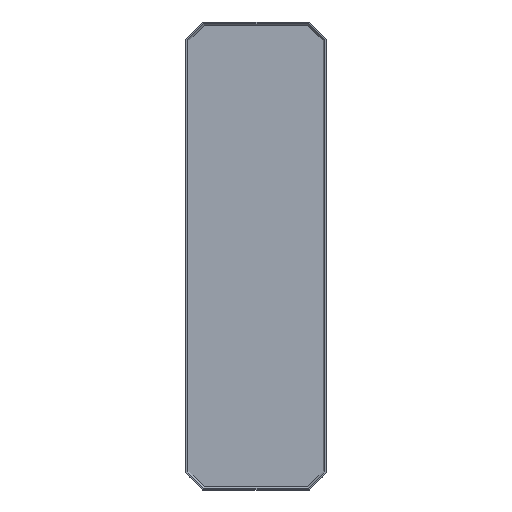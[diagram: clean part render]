
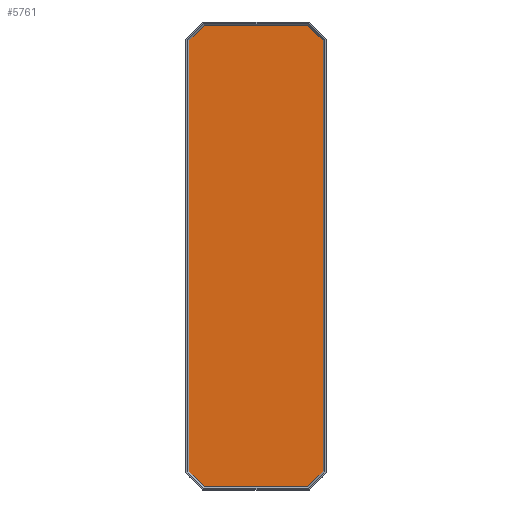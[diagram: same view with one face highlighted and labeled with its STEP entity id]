
A CAD part, top view. The second image highlights one B-rep face of the part: STEP entity #5761.
In plain terms, the highlighted planar face has unit normal (0, 0, 1).
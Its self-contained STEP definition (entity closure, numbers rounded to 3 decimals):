
#19=FACE_OUTER_BOUND('',#347,.T.);
#347=EDGE_LOOP('',(#3741,#3742,#3743,#3744,#3745,#3746,#3747,#3748));
#679=LINE('',#7927,#1525);
#680=LINE('',#7929,#1526);
#681=LINE('',#7931,#1527);
#682=LINE('',#7933,#1528);
#683=LINE('',#7935,#1529);
#684=LINE('',#7937,#1530);
#685=LINE('',#7939,#1531);
#686=LINE('',#7940,#1532);
#1525=VECTOR('',#6423,10.);
#1526=VECTOR('',#6424,10.);
#1527=VECTOR('',#6425,10.);
#1528=VECTOR('',#6426,10.);
#1529=VECTOR('',#6427,10.);
#1530=VECTOR('',#6428,10.);
#1531=VECTOR('',#6429,10.);
#1532=VECTOR('',#6430,10.);
#2371=VERTEX_POINT('',#7925);
#2372=VERTEX_POINT('',#7926);
#2373=VERTEX_POINT('',#7928);
#2374=VERTEX_POINT('',#7930);
#2375=VERTEX_POINT('',#7932);
#2376=VERTEX_POINT('',#7934);
#2377=VERTEX_POINT('',#7936);
#2378=VERTEX_POINT('',#7938);
#2895=EDGE_CURVE('',#2371,#2372,#679,.T.);
#2896=EDGE_CURVE('',#2373,#2371,#680,.T.);
#2897=EDGE_CURVE('',#2374,#2373,#681,.T.);
#2898=EDGE_CURVE('',#2375,#2374,#682,.T.);
#2899=EDGE_CURVE('',#2376,#2375,#683,.T.);
#2900=EDGE_CURVE('',#2377,#2376,#684,.T.);
#2901=EDGE_CURVE('',#2378,#2377,#685,.T.);
#2902=EDGE_CURVE('',#2372,#2378,#686,.T.);
#3741=ORIENTED_EDGE('',*,*,#2895,.F.);
#3742=ORIENTED_EDGE('',*,*,#2896,.F.);
#3743=ORIENTED_EDGE('',*,*,#2897,.F.);
#3744=ORIENTED_EDGE('',*,*,#2898,.F.);
#3745=ORIENTED_EDGE('',*,*,#2899,.F.);
#3746=ORIENTED_EDGE('',*,*,#2900,.F.);
#3747=ORIENTED_EDGE('',*,*,#2901,.F.);
#3748=ORIENTED_EDGE('',*,*,#2902,.F.);
#5433=PLANE('',#6091);
#5761=ADVANCED_FACE('',(#19),#5433,.T.);
#6091=AXIS2_PLACEMENT_3D('',#7924,#6421,#6422);
#6421=DIRECTION('center_axis',(0.,0.,1.));
#6422=DIRECTION('ref_axis',(1.,0.,0.));
#6423=DIRECTION('',(0.,-1.,0.));
#6424=DIRECTION('',(0.707,-0.707,0.));
#6425=DIRECTION('',(1.,0.,0.));
#6426=DIRECTION('',(0.707,0.707,0.));
#6427=DIRECTION('',(0.,1.,0.));
#6428=DIRECTION('',(-0.707,0.707,0.));
#6429=DIRECTION('',(-1.,0.,0.));
#6430=DIRECTION('',(-0.707,-0.707,0.));
#7924=CARTESIAN_POINT('Origin',(0.,50.,15.6));
#7925=CARTESIAN_POINT('',(20.5,115.814,15.6));
#7926=CARTESIAN_POINT('',(20.5,-15.814,15.6));
#7927=CARTESIAN_POINT('',(20.5,16.886,15.6));
#7928=CARTESIAN_POINT('',(15.814,120.5,15.6));
#7929=CARTESIAN_POINT('',(31.975,104.339,15.6));
#7930=CARTESIAN_POINT('',(-15.814,120.5,15.6));
#7931=CARTESIAN_POINT('',(8.114,120.5,15.6));
#7932=CARTESIAN_POINT('',(-20.5,115.814,15.6));
#7933=CARTESIAN_POINT('',(-29.339,106.975,15.6));
#7934=CARTESIAN_POINT('',(-20.5,-15.814,15.6));
#7935=CARTESIAN_POINT('',(-20.5,83.114,15.6));
#7936=CARTESIAN_POINT('',(-15.814,-20.5,15.6));
#7937=CARTESIAN_POINT('',(-31.975,-4.339,15.6));
#7938=CARTESIAN_POINT('',(15.814,-20.5,15.6));
#7939=CARTESIAN_POINT('',(-8.114,-20.5,15.6));
#7940=CARTESIAN_POINT('',(29.339,-6.975,15.6));
